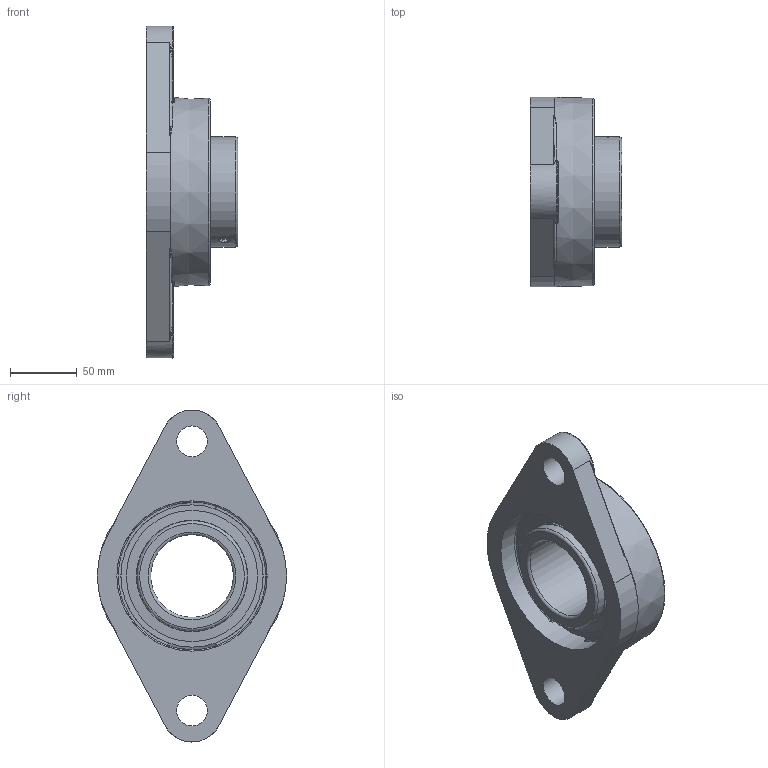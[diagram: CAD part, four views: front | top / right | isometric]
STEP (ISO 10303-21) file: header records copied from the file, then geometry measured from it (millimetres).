
FILE_DESCRIPTION(/* description */ ('Alibre Inc.'),/* implementation_level */ '2;1');
FILE_NAME(/* name */ 'export-5ABDADD4-6322-4752-85A1-68FB7CF0C55A',/* time_stamp */ '2020-05-29T09:41:21-07:00',/* author */ (''),/* organization */ (''),/* preprocessor_version */ 'ST-DEVELOPER v17',/* originating_system */ 'Alibre',/* authorisation */ '');
FILE_SCHEMA (('CONFIG_CONTROL_DESIGN'));
Length unit declared in the file: inch
Bounding box: 68.7 x 142 x 249 mm (x, y, z)
Volume: 617016.7 mm3; surface area: 146661.7 mm2
Topology: 17 solids, 17 shells, 169 faces, 401 edges, 238 vertices
Faces by surface type: plane 52, cylinder 48, torus 23, sphere 21, bspline 16, cone 9
Full cylindrical faces by diameter (mm): 8.382 x4, 23 x2, 61.913 x1, 82.55 x4, 83.566 x2, 94.498 x2, 98.425 x2, 110.635 x1, 112.635 x1, 120.1 x1
Entity records: 7166 total; most frequent: CARTESIAN_POINT 3387, DIRECTION 595, ORIENTED_EDGE 568, AXIS2_PLACEMENT_3D 287, EDGE_CURVE 284, FACE_BOUND 216, EDGE_LOOP 206, VERTEX_POINT 198
